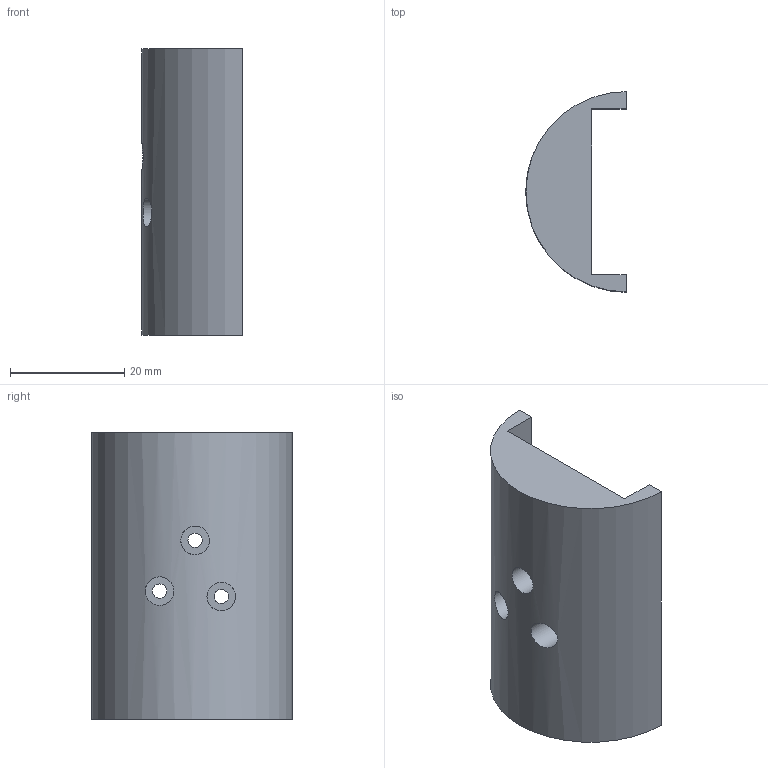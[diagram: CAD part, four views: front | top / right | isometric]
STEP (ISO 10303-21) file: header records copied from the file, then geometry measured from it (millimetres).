
FILE_DESCRIPTION(/* description */ (''),/* implementation_level */ '2;1');
FILE_NAME(/* name */ 'NANO17Shell18_A.stp',/* time_stamp */ '2024-04-02T10:11:32-04:00',/* author */ ('lionel'),/* organization */ (''),/* preprocessor_version */ 'ST-DEVELOPER v19',/* originating_system */ 'Autodesk Inventor 2023',/* authorisation */ '');
FILE_SCHEMA (('AUTOMOTIVE_DESIGN { 1 0 10303 214 3 1 1 }'));
Length unit declared in the file: millimetre
Products named in the file (1): NANO17Shell18_A
Bounding box: 17.5 x 35 x 50 mm (x, y, z)
Volume: 14857.4 mm3; surface area: 6249.5 mm2
Topology: 1 solids, 1 shells, 131 faces, 343 edges, 230 vertices
Faces by surface type: plane 96, bspline 28, cylinder 7
Full cylindrical faces by diameter (mm): 2.5 x3, 5 x3
Entity records: 4277 total; most frequent: CARTESIAN_POINT 1177, ORIENTED_EDGE 686, DIRECTION 499, EDGE_CURVE 343, LINE 269, VECTOR 269, VERTEX_POINT 230, EDGE_LOOP 153
